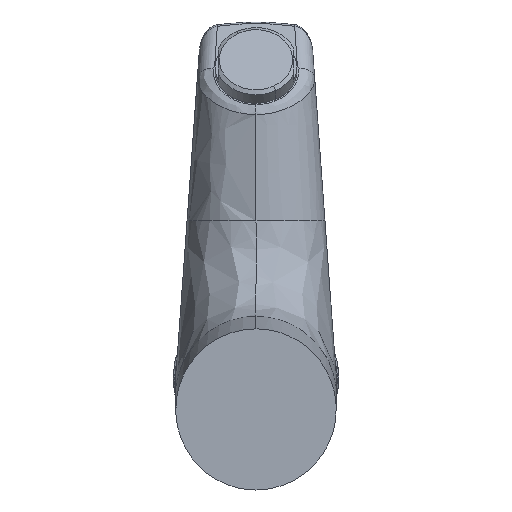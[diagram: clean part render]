
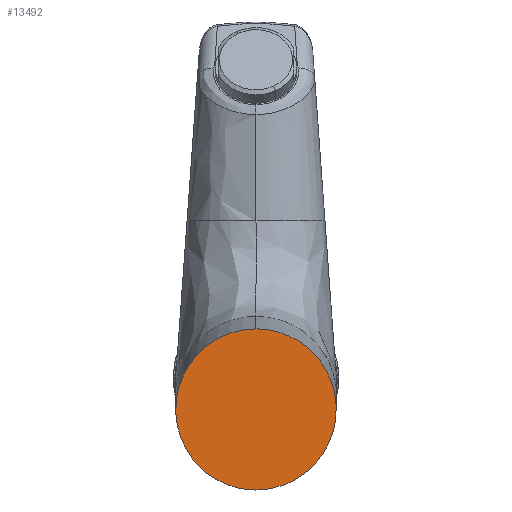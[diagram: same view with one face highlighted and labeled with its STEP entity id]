
A CAD part, front view. The second image highlights one B-rep face of the part: STEP entity #13492.
In plain terms, the highlighted planar face has unit normal (0, -1, 0).
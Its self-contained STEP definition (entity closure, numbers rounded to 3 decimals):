
#621 =( BOUNDED_CURVE ( )  B_SPLINE_CURVE ( 3, ( #7010, #8115, #11415, #4806 ),
 .UNSPECIFIED., .F., .F. ) 
 B_SPLINE_CURVE_WITH_KNOTS ( ( 4, 4 ),
 ( 0., 3.142 ),
 .UNSPECIFIED. ) 
 CURVE ( )  GEOMETRIC_REPRESENTATION_ITEM ( )  RATIONAL_B_SPLINE_CURVE ( ( 1., 0.333, 0.333, 1. ) ) 
 REPRESENTATION_ITEM ( '' )  );
#769 =( BOUNDED_CURVE ( )  B_SPLINE_CURVE ( 3, ( #1628, #8328, #10526, #3915 ),
 .UNSPECIFIED., .F., .T. ) 
 B_SPLINE_CURVE_WITH_KNOTS ( ( 4, 4 ),
 ( 3.142, 6.283 ),
 .UNSPECIFIED. ) 
 CURVE ( )  GEOMETRIC_REPRESENTATION_ITEM ( )  RATIONAL_B_SPLINE_CURVE ( ( 1., 0.333, 0.333, 1. ) ) 
 REPRESENTATION_ITEM ( '' )  );
#1628 = CARTESIAN_POINT ( 'NONE',  ( 0., 0., 23.59 ) ) ;
#2560 = VERTEX_POINT ( 'NONE', #3276 ) ;
#3276 = CARTESIAN_POINT ( 'NONE',  ( 0., 0., 23.59 ) ) ;
#3324 = CARTESIAN_POINT ( 'NONE',  ( 0., 0., -23.605 ) ) ;
#3583 = DIRECTION ( 'NONE',  ( 0., 1., 0. ) ) ;
#3915 = CARTESIAN_POINT ( 'NONE',  ( 0., 0., -23.605 ) ) ;
#4415 = PLANE ( 'NONE',  #10680 ) ;
#4806 = CARTESIAN_POINT ( 'NONE',  ( 0., 0., 23.59 ) ) ;
#5051 = EDGE_LOOP ( 'NONE', ( #10009, #9999 ) ) ;
#7010 = CARTESIAN_POINT ( 'NONE',  ( 0., 0., -23.605 ) ) ;
#8115 = CARTESIAN_POINT ( 'NONE',  ( 47.015, 0., -23.605 ) ) ;
#8328 = CARTESIAN_POINT ( 'NONE',  ( -47.015, 0., 23.59 ) ) ;
#8404 = EDGE_CURVE ( 'NONE', #2560, #14046, #769, .T. ) ;
#8942 = FACE_OUTER_BOUND ( 'NONE', #5051, .T. ) ;
#9094 = CARTESIAN_POINT ( 'NONE',  ( -9.5, 0., -8.5 ) ) ;
#9999 = ORIENTED_EDGE ( 'NONE', *, *, #8404, .T. ) ;
#10009 = ORIENTED_EDGE ( 'NONE', *, *, #12349, .T. ) ;
#10526 = CARTESIAN_POINT ( 'NONE',  ( -47.015, 0., -23.605 ) ) ;
#10680 = AXIS2_PLACEMENT_3D ( 'NONE', #9094, #3583, #11295 ) ;
#11295 = DIRECTION ( 'NONE',  ( 0., 0., 1. ) ) ;
#11415 = CARTESIAN_POINT ( 'NONE',  ( 47.015, 0., 23.59 ) ) ;
#12349 = EDGE_CURVE ( 'NONE', #14046, #2560, #621, .T. ) ;
#13492 = ADVANCED_FACE ( 'NONE', ( #8942 ), #4415, .F. ) ;
#14046 = VERTEX_POINT ( 'NONE', #3324 ) ;
